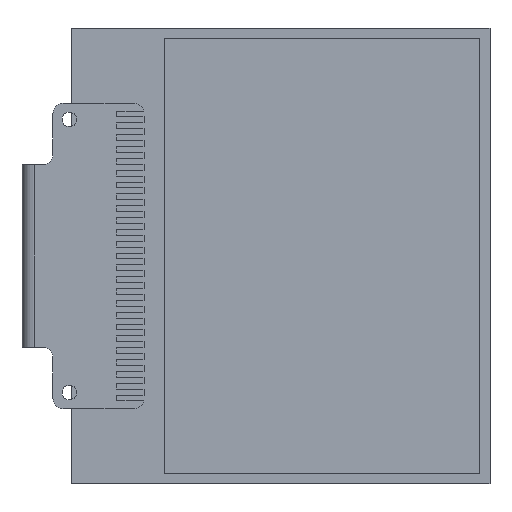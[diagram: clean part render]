
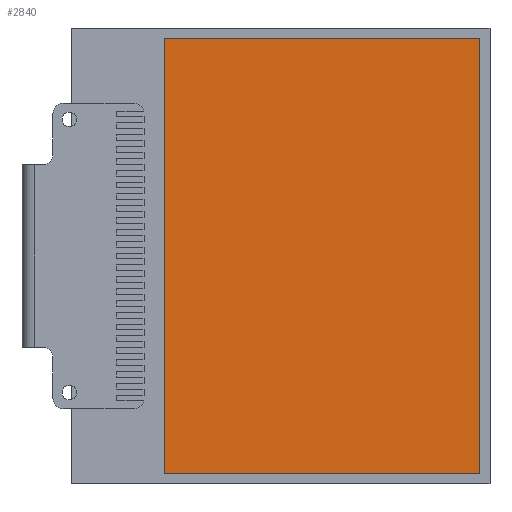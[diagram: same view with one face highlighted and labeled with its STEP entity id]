
A CAD part, front view. The second image highlights one B-rep face of the part: STEP entity #2840.
In plain terms, the highlighted planar face has unit normal (0, -1, 0).
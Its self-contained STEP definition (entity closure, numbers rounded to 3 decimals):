
#278 = VERTEX_POINT ( 'NONE', #1727 ) ;
#279 = VERTEX_POINT ( 'NONE', #1728 ) ;
#280 = VERTEX_POINT ( 'NONE', #1729 ) ;
#281 = VERTEX_POINT ( 'NONE', #1730 ) ;
#429 = EDGE_CURVE ( 'NONE', #279, #280, #3144, .T. ) ;
#437 = EDGE_CURVE ( 'NONE', #280, #281, #3164, .T. ) ;
#458 = EDGE_CURVE ( 'NONE', #278, #279, #3204, .T. ) ;
#460 = EDGE_CURVE ( 'NONE', #281, #278, #3207, .T. ) ;
#773 = EDGE_LOOP ( 'NONE', ( #2846, #2847, #2848, #2849 ) ) ;
#1727 = CARTESIAN_POINT ( 'NONE',  ( 11.95, 0.1, -6.4 ) ) ;
#1728 = CARTESIAN_POINT ( 'NONE',  ( 11.95, 0.1, 10.95 ) ) ;
#1729 = CARTESIAN_POINT ( 'NONE',  ( -11.95, 0.1, 10.95 ) ) ;
#1730 = CARTESIAN_POINT ( 'NONE',  ( -11.95, 0.1, -6.4 ) ) ;
#1999 = CARTESIAN_POINT ( 'NONE',  ( -11.95, 0.1, 10.95 ) ) ;
#2002 = DIRECTION ( 'NONE',  ( -1., 0., 0. ) ) ;
#2017 = CARTESIAN_POINT ( 'NONE',  ( -11.95, 0.1, 10.95 ) ) ;
#2018 = DIRECTION ( 'NONE',  ( 0., 0., -1. ) ) ;
#2051 = CARTESIAN_POINT ( 'NONE',  ( -11.95, 0.1, -6.4 ) ) ;
#2060 = CARTESIAN_POINT ( 'NONE',  ( 11.95, 0.1, 10.95 ) ) ;
#2061 = DIRECTION ( 'NONE',  ( 0., 0., 1. ) ) ;
#2064 = DIRECTION ( 'NONE',  ( 1., 0., 0. ) ) ;
#2840 = ADVANCED_FACE ( 'NONE', ( #4555 ), #4374, .T. ) ;
#2846 = ORIENTED_EDGE ( 'NONE', *, *, #437, .T. ) ;
#2847 = ORIENTED_EDGE ( 'NONE', *, *, #460, .T. ) ;
#2848 = ORIENTED_EDGE ( 'NONE', *, *, #458, .T. ) ;
#2849 = ORIENTED_EDGE ( 'NONE', *, *, #429, .T. ) ;
#3144 = LINE ( 'NONE', #1999, #3149 ) ;
#3149 = VECTOR ( 'NONE', #2002, 1000. ) ;
#3164 = LINE ( 'NONE', #2017, #3165 ) ;
#3165 = VECTOR ( 'NONE', #2018, 1000. ) ;
#3188 = VECTOR ( 'NONE', #2064, 1000. ) ;
#3204 = LINE ( 'NONE', #2060, #3205 ) ;
#3205 = VECTOR ( 'NONE', #2061, 1000. ) ;
#3207 = LINE ( 'NONE', #2051, #3188 ) ;
#3931 = AXIS2_PLACEMENT_3D ( 'NONE', #4377, #4389, #4390 ) ;
#4374 = PLANE ( 'NONE',  #3931 ) ;
#4377 = CARTESIAN_POINT ( 'NONE',  ( -11.95, 0.1, -6.4 ) ) ;
#4389 = DIRECTION ( 'NONE',  ( 0., -1., 0. ) ) ;
#4390 = DIRECTION ( 'NONE',  ( 0., 0., -1. ) ) ;
#4555 = FACE_OUTER_BOUND ( 'NONE', #773, .T. ) ;
